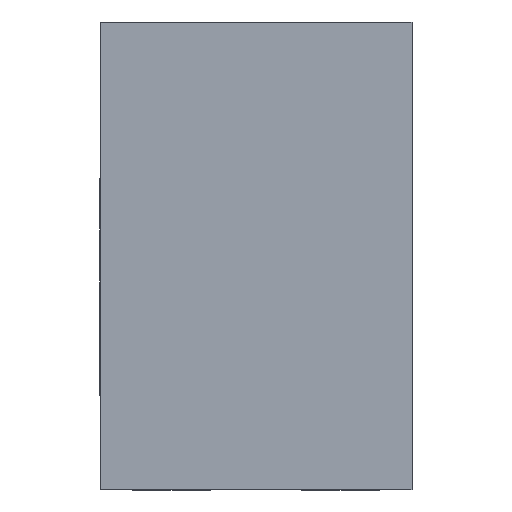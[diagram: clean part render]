
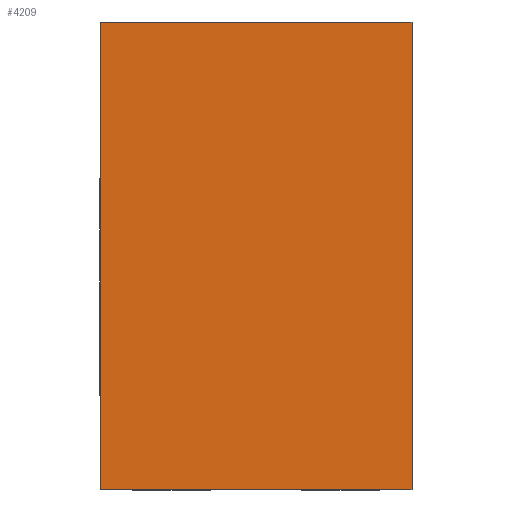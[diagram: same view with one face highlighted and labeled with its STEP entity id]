
A CAD part, front view. The second image highlights one B-rep face of the part: STEP entity #4209.
In plain terms, the highlighted face is planar.
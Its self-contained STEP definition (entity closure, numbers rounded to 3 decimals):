
#731=ORIENTED_EDGE('',*,*,#1441,.T.);
#732=ORIENTED_EDGE('',*,*,#1451,.T.);
#733=ORIENTED_EDGE('',*,*,#1468,.T.);
#734=ORIENTED_EDGE('',*,*,#1473,.T.);
#1441=EDGE_CURVE('',#1871,#1870,#2253,.T.);
#1451=EDGE_CURVE('',#1870,#1880,#2263,.T.);
#1468=EDGE_CURVE('',#1880,#1895,#2280,.T.);
#1473=EDGE_CURVE('',#1895,#1871,#2285,.T.);
#1870=VERTEX_POINT('',#6085);
#1871=VERTEX_POINT('',#6087);
#1880=VERTEX_POINT('',#6107);
#1895=VERTEX_POINT('',#6139);
#2253=LINE('',#6086,#2683);
#2263=LINE('',#6106,#2693);
#2280=LINE('',#6140,#2710);
#2285=LINE('',#6150,#2715);
#2683=VECTOR('',#5080,1000.);
#2693=VECTOR('',#5092,1000.);
#2710=VECTOR('',#5111,1000.);
#2715=VECTOR('',#5118,1000.);
#3005=EDGE_LOOP('',(#731,#732,#733,#734));
#3197=FACE_BOUND('',#3005,.T.);
#3362=PLANE('',#4457);
#4209=ADVANCED_FACE('',(#3197),#3362,.T.);
#4457=AXIS2_PLACEMENT_3D('',#6191,#5144,#5145);
#5080=DIRECTION('',(0.,1.,0.));
#5092=DIRECTION('',(1.,0.,0.));
#5111=DIRECTION('',(0.,-1.,0.));
#5118=DIRECTION('',(-1.,0.,0.));
#5144=DIRECTION('',(0.,0.,-1.));
#5145=DIRECTION('',(-1.,0.,0.));
#6085=CARTESIAN_POINT('',(-29.744,12.343,0.));
#6086=CARTESIAN_POINT('',(-29.744,11.143,0.));
#6087=CARTESIAN_POINT('',(-29.744,11.143,0.));
#6106=CARTESIAN_POINT('',(-29.744,12.343,0.));
#6107=CARTESIAN_POINT('',(-27.944,12.343,0.));
#6139=CARTESIAN_POINT('',(-27.944,11.143,0.));
#6140=CARTESIAN_POINT('',(-27.944,12.343,0.));
#6150=CARTESIAN_POINT('',(-27.944,11.143,0.));
#6191=CARTESIAN_POINT('',(-29.744,12.343,0.));
